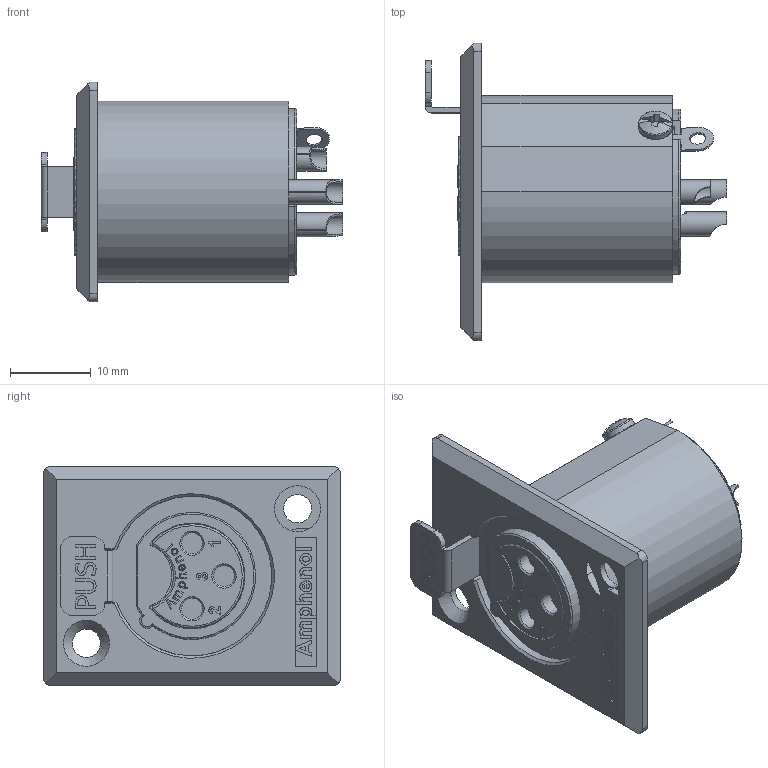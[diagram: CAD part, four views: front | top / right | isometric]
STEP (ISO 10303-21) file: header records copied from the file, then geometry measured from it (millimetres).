
FILE_DESCRIPTION(/* description */ (''),/* implementation_level */ '2;1');
FILE_NAME(/* name */ 'AC3FPZ.stp',/* time_stamp */ '2025-06-26T17:57:37+10:00',/* author */ ('minh'),/* organization */ (''),/* preprocessor_version */ 'ST-DEVELOPER v19.2',/* originating_system */ 'Autodesk Inventor 2023',/* authorisation */ '');
FILE_SCHEMA (('AUTOMOTIVE_DESIGN { 1 0 10303 214 3 1 1 }'));
Length unit declared in the file: inch
Products named in the file (1): AC3FPZ
Bounding box: 37.3 x 36.8 x 27.2 mm (x, y, z)
Volume: 11782.8 mm3; surface area: 5106.9 mm2
Topology: 1 solids, 1 shells, 628 faces, 1770 edges, 1175 vertices
Faces by surface type: plane 364, bspline 160, cylinder 83, torus 14, cone 7
Full cylindrical faces by diameter (mm): 2 x1, 2.6 x3, 3.5 x2, 4.2 x1
Entity records: 23508 total; most frequent: CARTESIAN_POINT 7492, ORIENTED_EDGE 3540, DIRECTION 2546, EDGE_CURVE 1770, VERTEX_POINT 1175, LINE 1136, VECTOR 1136, EDGE_LOOP 709
